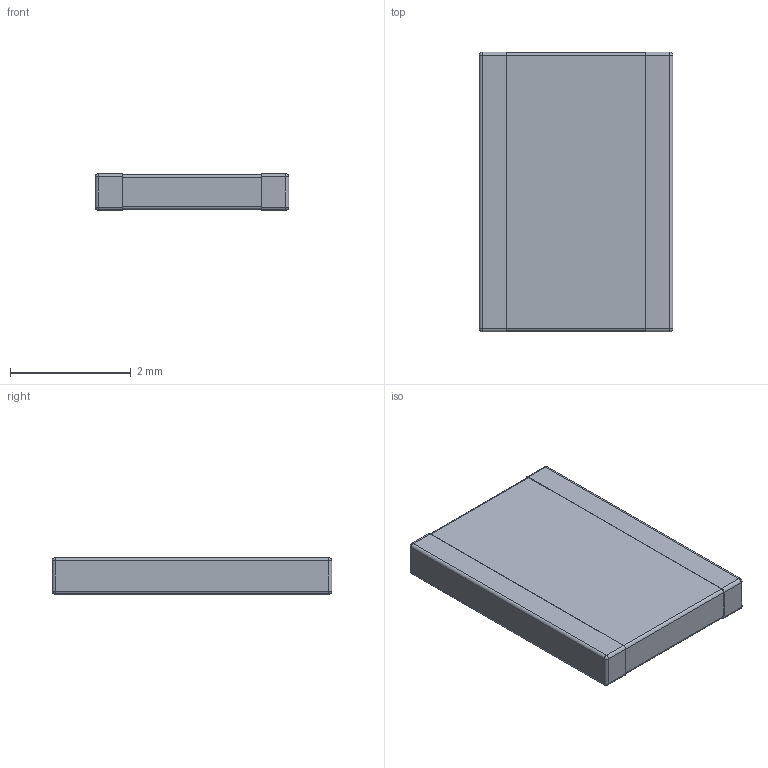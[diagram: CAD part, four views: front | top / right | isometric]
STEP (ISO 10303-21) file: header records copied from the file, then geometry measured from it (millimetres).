
FILE_DESCRIPTION (( 'STEP AP214' ), '1' );
FILE_NAME ('D16F499F-BA75-40D9-A7D3-964EB82E37FE.STEP', '2022-08-28T17:10:09', ( '' ), ( '' ), 'SwSTEP 2.0', 'SolidWorks 2022', '' );
FILE_SCHEMA (( 'AUTOMOTIVE_DESIGN' ));
Length unit declared in the file: millimetre
Products named in the file (1): D16F499F-BA75-40D9-A7D3-964EB82E37FE
Bounding box: 3.2 x 4.62 x 0.6 mm (x, y, z)
Volume: 8.6 mm3; surface area: 38.3 mm2
Topology: 1 solids, 1 shells, 44 faces, 104 edges, 56 vertices
Faces by surface type: cylinder 20, plane 16, sphere 8
Entity records: 1706 total; most frequent: DIRECTION 226, CARTESIAN_POINT 197, ORIENTED_EDGE 192, EDGE_CURVE 96, AXIS2_PLACEMENT_3D 85, VERTEX_POINT 56, LINE 56, VECTOR 56
